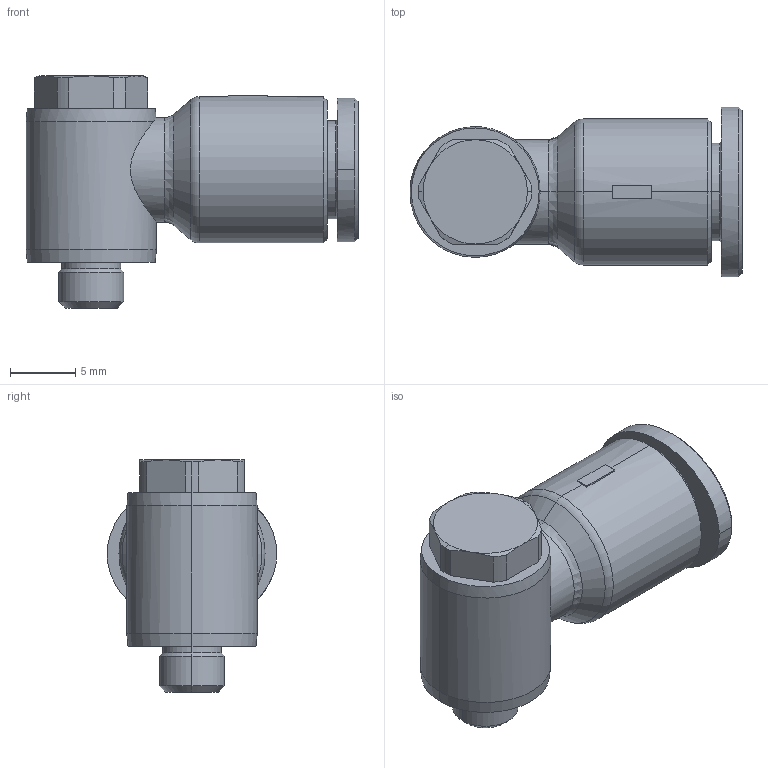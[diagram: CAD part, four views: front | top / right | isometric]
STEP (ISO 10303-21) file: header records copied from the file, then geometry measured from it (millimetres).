
FILE_DESCRIPTION((''),'2;1');
FILE_NAME('GPH_06M5(3D).stp','2012-12-20T15:00:48',(''),(''),'Mechanical Desktop.R8.0.24.0','Mechanical Desktop.R8.0.24.0',', , ');
FILE_SCHEMA(('CONFIG_CONTROL_DESIGN'));
Length unit declared in the file: millimetre
Products named in the file (2): GPH_06M5(3D); ºÎÇ°1
Assembly tree (1 placements, depth 2):
  GPH_06M5(3D)
    ºÎÇ°1
Bounding box: 25.45 x 13 x 17.8 mm (x, y, z)
Volume: 2018.1 mm3; surface area: 1788.9 mm2
Topology: 1 solids, 1 shells, 283 faces, 756 edges, 490 vertices
Faces by surface type: plane 184, cylinder 37, bspline 32, cone 28, torus 2
Entity records: 9752 total; most frequent: CARTESIAN_POINT 2636, ORIENTED_EDGE 1508, DIRECTION 1394, EDGE_CURVE 754, VECTOR 572, LINE 572, VERTEX_POINT 490, AXIS2_PLACEMENT_3D 411
